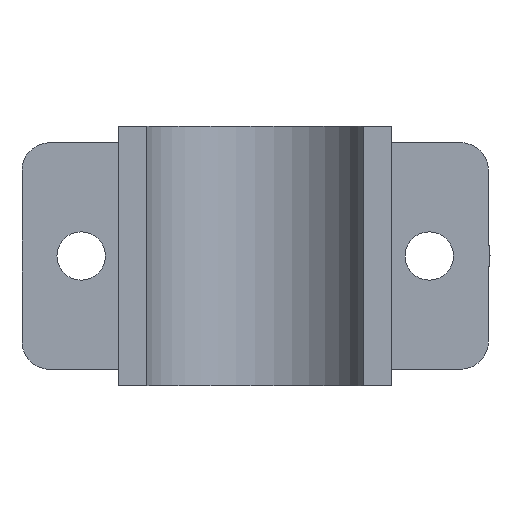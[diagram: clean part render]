
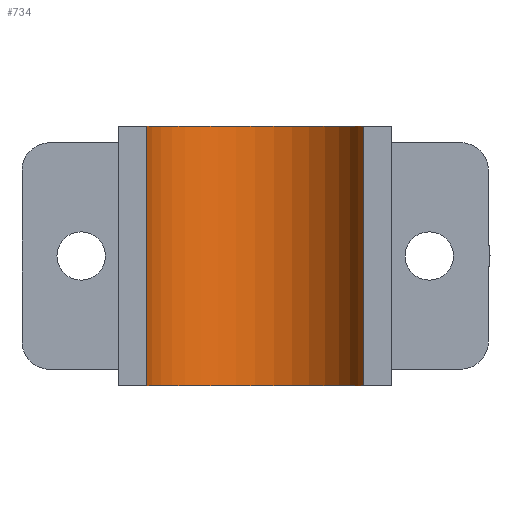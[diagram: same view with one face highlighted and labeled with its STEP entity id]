
A CAD part, front view. The second image highlights one B-rep face of the part: STEP entity #734.
In plain terms, the highlighted cylindrical face has radius 40 mm (diameter 80 mm), a partial arc.
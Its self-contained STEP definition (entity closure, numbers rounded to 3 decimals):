
#37 = DIRECTION ( 'NONE',  ( 0., 0., -1. ) ) ;
#66 = CARTESIAN_POINT ( 'NONE',  ( 0., -8., 47. ) ) ;
#67 = EDGE_CURVE ( 'NONE', #1087, #449, #339, .T. ) ;
#127 = DIRECTION ( 'NONE',  ( -1., 0., 0. ) ) ;
#161 = FACE_OUTER_BOUND ( 'NONE', #1022, .T. ) ;
#248 = VECTOR ( 'NONE', #37, 1000. ) ;
#304 = LINE ( 'NONE', #986, #248 ) ;
#329 = ORIENTED_EDGE ( 'NONE', *, *, #67, .T. ) ;
#339 = LINE ( 'NONE', #512, #1044 ) ;
#369 = CARTESIAN_POINT ( 'NONE',  ( -39.192, 0., -47. ) ) ;
#379 = CIRCLE ( 'NONE', #470, 40. ) ;
#393 = CARTESIAN_POINT ( 'NONE',  ( 0., -8., -47. ) ) ;
#395 = CIRCLE ( 'NONE', #559, 40. ) ;
#399 = CARTESIAN_POINT ( 'NONE',  ( 0., -8., 47. ) ) ;
#417 = DIRECTION ( 'NONE',  ( 0., 0., -1. ) ) ;
#418 = CARTESIAN_POINT ( 'NONE',  ( -39.192, 0., 47. ) ) ;
#435 = CYLINDRICAL_SURFACE ( 'NONE', #451, 40. ) ;
#449 = VERTEX_POINT ( 'NONE', #369 ) ;
#451 = AXIS2_PLACEMENT_3D ( 'NONE', #66, #509, #882 ) ;
#469 = CARTESIAN_POINT ( 'NONE',  ( 39.192, 0., -47. ) ) ;
#470 = AXIS2_PLACEMENT_3D ( 'NONE', #399, #828, #741 ) ;
#478 = DIRECTION ( 'NONE',  ( 0., 0., -1. ) ) ;
#509 = DIRECTION ( 'NONE',  ( 0., 0., -1. ) ) ;
#512 = CARTESIAN_POINT ( 'NONE',  ( -39.192, 0., 47. ) ) ;
#540 = ORIENTED_EDGE ( 'NONE', *, *, #637, .F. ) ;
#559 = AXIS2_PLACEMENT_3D ( 'NONE', #393, #478, #127 ) ;
#637 = EDGE_CURVE ( 'NONE', #673, #642, #304, .T. ) ;
#642 = VERTEX_POINT ( 'NONE', #469 ) ;
#673 = VERTEX_POINT ( 'NONE', #853 ) ;
#734 = ADVANCED_FACE ( 'NONE', ( #161 ), #435, .F. ) ;
#741 = DIRECTION ( 'NONE',  ( -1., 0., 0. ) ) ;
#753 = ORIENTED_EDGE ( 'NONE', *, *, #958, .T. ) ;
#828 = DIRECTION ( 'NONE',  ( 0., 0., -1. ) ) ;
#853 = CARTESIAN_POINT ( 'NONE',  ( 39.192, 0., 47. ) ) ;
#882 = DIRECTION ( 'NONE',  ( -1., 0., 0. ) ) ;
#958 = EDGE_CURVE ( 'NONE', #449, #642, #395, .T. ) ;
#986 = CARTESIAN_POINT ( 'NONE',  ( 39.192, 0., 47. ) ) ;
#993 = EDGE_CURVE ( 'NONE', #1087, #673, #379, .T. ) ;
#1022 = EDGE_LOOP ( 'NONE', ( #753, #540, #1029, #329 ) ) ;
#1029 = ORIENTED_EDGE ( 'NONE', *, *, #993, .F. ) ;
#1044 = VECTOR ( 'NONE', #417, 1000. ) ;
#1087 = VERTEX_POINT ( 'NONE', #418 ) ;
